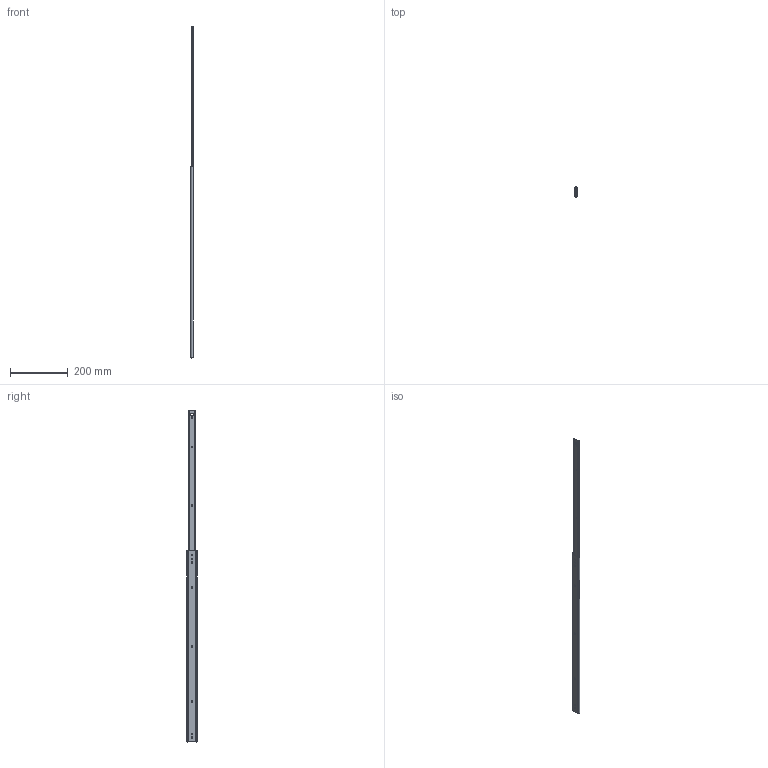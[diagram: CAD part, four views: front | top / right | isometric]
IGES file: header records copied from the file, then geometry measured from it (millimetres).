
Start section: SolidWorks IGES file using analytic representation for surfaces
Bounding box: 9.6 x 35.3 x 1145.4 mm (x, y, z)
Surface area: 108298.5 mm2 (no closed solid volume)
Topology: 0 solids, 0 shells, 126 faces, 1882 edges, 1882 vertices
Faces by surface type: revolution 68, bspline 58
